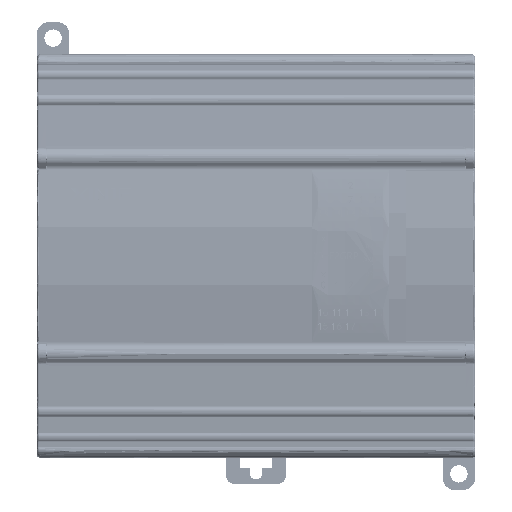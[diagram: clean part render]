
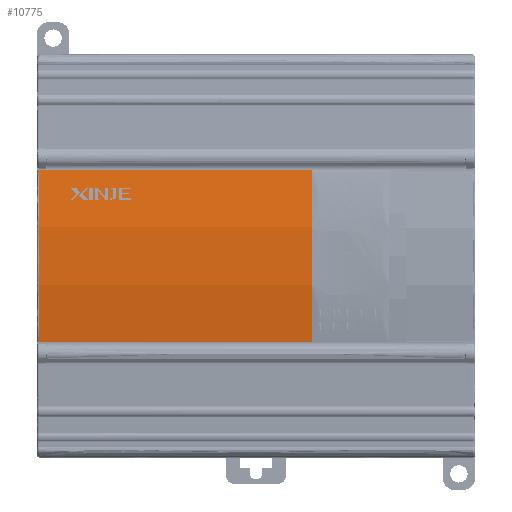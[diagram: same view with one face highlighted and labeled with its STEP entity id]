
A CAD part, front view. The second image highlights one B-rep face of the part: STEP entity #10775.
In plain terms, the highlighted cylindrical face has radius 128 mm (diameter 256 mm), a partial arc.
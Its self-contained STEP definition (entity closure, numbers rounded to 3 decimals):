
#6020=CYLINDRICAL_SURFACE('',#142230,128.);
#10775=ADVANCED_FACE('',(#15914),#6020,.T.);
#15914=FACE_OUTER_BOUND('',#21018,.T.);
#21018=EDGE_LOOP('',(#60758,#60759,#60760,#60761,#60762,#60763));
#60758=ORIENTED_EDGE('',*,*,#85904,.F.);
#60759=ORIENTED_EDGE('',*,*,#85960,.F.);
#60760=ORIENTED_EDGE('',*,*,#85914,.F.);
#60761=ORIENTED_EDGE('',*,*,#85918,.F.);
#60762=ORIENTED_EDGE('',*,*,#85919,.F.);
#60763=ORIENTED_EDGE('',*,*,#85982,.F.);
#85904=EDGE_CURVE('',#136377,#136402,#111919,.T.);
#85914=EDGE_CURVE('',#136406,#136352,#111929,.T.);
#85918=EDGE_CURVE('',#136407,#136406,#111933,.T.);
#85919=EDGE_CURVE('',#136357,#136407,#111934,.T.);
#85960=EDGE_CURVE('',#136352,#136377,#111974,.T.);
#85982=EDGE_CURVE('',#136402,#136357,#111993,.T.);
#111919=B_SPLINE_CURVE_WITH_KNOTS('',3,(#305725,#305726,#305727,#305728,
#305729,#305730),.UNSPECIFIED.,.F.,.F.,(4,2,4),(0.,21.343,42.687),
 .UNSPECIFIED.);
#111929=B_SPLINE_CURVE_WITH_KNOTS('',3,(#305767,#305768,#305769,#305770),
 .UNSPECIFIED.,.F.,.F.,(4,4),(0.,1.92),.UNSPECIFIED.);
#111933=B_SPLINE_CURVE_WITH_KNOTS('',3,(#305805,#305806,#305807,#305808,
#305809),.UNSPECIFIED.,.F.,.F.,(4,1,4),(0.,21.368,42.736),
 .UNSPECIFIED.);
#111934=B_SPLINE_CURVE_WITH_KNOTS('',3,(#305810,#305811,#305812,#305813),
 .UNSPECIFIED.,.F.,.F.,(4,4),(0.,1.92),.UNSPECIFIED.);
#111974=B_SPLINE_CURVE_WITH_KNOTS('',3,(#305977,#305978,#305979,#305980,
#305981,#305982,#305983),.UNSPECIFIED.,.F.,.F.,(4,3,4),(0.,25.893,
65.66),.UNSPECIFIED.);
#111993=B_SPLINE_CURVE_WITH_KNOTS('',3,(#306101,#306102,#306103,#306104,
#306105,#306106,#306107),.UNSPECIFIED.,.F.,.F.,(4,3,4),(0.,39.766,
65.66),.UNSPECIFIED.);
#136352=VERTEX_POINT('',#260660);
#136357=VERTEX_POINT('',#260665);
#136377=VERTEX_POINT('',#260685);
#136402=VERTEX_POINT('',#260710);
#136406=VERTEX_POINT('',#260714);
#136407=VERTEX_POINT('',#260715);
#142230=AXIS2_PLACEMENT_3D('',#253385,#146387,$);
#146387=DIRECTION('',(1.,0.,0.));
#253385=CARTESIAN_POINT('',(28.046,164.139,89.145));
#260660=CARTESIAN_POINT('',(-3.825,37.901,110.303));
#260665=CARTESIAN_POINT('',(-3.825,37.921,67.863));
#260685=CARTESIAN_POINT('',(61.834,37.9,110.303));
#260710=CARTESIAN_POINT('',(61.834,37.921,67.863));
#260714=CARTESIAN_POINT('',(-5.745,37.901,110.303));
#260715=CARTESIAN_POINT('',(-5.745,37.921,67.863));
#305725=CARTESIAN_POINT('',(61.834,37.9,110.303));
#305726=CARTESIAN_POINT('',(61.834,36.723,103.279));
#305727=CARTESIAN_POINT('',(61.834,36.136,96.204));
#305728=CARTESIAN_POINT('',(61.834,36.143,81.96));
#305729=CARTESIAN_POINT('',(61.834,36.737,74.887));
#305730=CARTESIAN_POINT('',(61.834,37.921,67.863));
#305767=CARTESIAN_POINT('',(-5.745,37.901,110.303));
#305768=CARTESIAN_POINT('',(-5.105,37.901,110.303));
#305769=CARTESIAN_POINT('',(-4.465,37.901,110.303));
#305770=CARTESIAN_POINT('',(-3.825,37.901,110.303));
#305805=CARTESIAN_POINT('',(-5.745,37.921,67.863));
#305806=CARTESIAN_POINT('',(-5.745,36.74,74.87));
#305807=CARTESIAN_POINT('',(-5.745,35.546,89.082));
#305808=CARTESIAN_POINT('',(-5.745,36.726,103.295));
#305809=CARTESIAN_POINT('',(-5.745,37.901,110.303));
#305810=CARTESIAN_POINT('',(-3.825,37.921,67.863));
#305811=CARTESIAN_POINT('',(-4.465,37.921,67.863));
#305812=CARTESIAN_POINT('',(-5.105,37.922,67.863));
#305813=CARTESIAN_POINT('',(-5.745,37.921,67.863));
#305977=CARTESIAN_POINT('',(-3.825,37.901,110.303));
#305978=CARTESIAN_POINT('',(4.806,37.901,110.303));
#305979=CARTESIAN_POINT('',(13.437,37.9,110.303));
#305980=CARTESIAN_POINT('',(22.068,37.9,110.303));
#305981=CARTESIAN_POINT('',(35.323,37.9,110.303));
#305982=CARTESIAN_POINT('',(48.579,37.9,110.303));
#305983=CARTESIAN_POINT('',(61.834,37.9,110.303));
#306101=CARTESIAN_POINT('',(61.834,37.921,67.863));
#306102=CARTESIAN_POINT('',(48.579,37.921,67.863));
#306103=CARTESIAN_POINT('',(35.323,37.921,67.863));
#306104=CARTESIAN_POINT('',(22.068,37.921,67.863));
#306105=CARTESIAN_POINT('',(13.437,37.921,67.863));
#306106=CARTESIAN_POINT('',(4.806,37.921,67.863));
#306107=CARTESIAN_POINT('',(-3.825,37.921,67.863));
